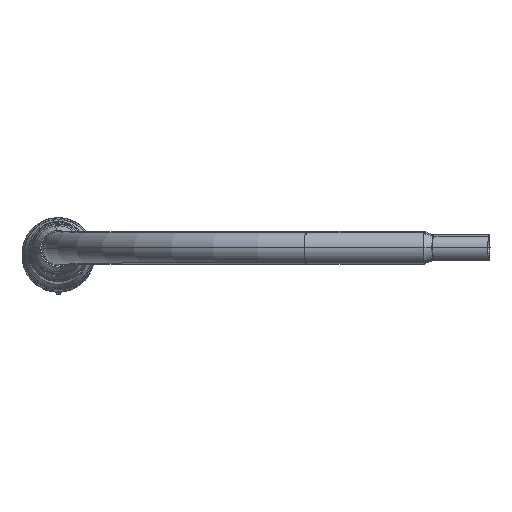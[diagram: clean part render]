
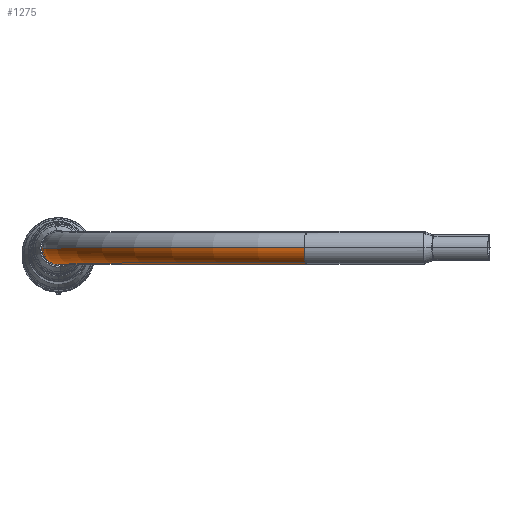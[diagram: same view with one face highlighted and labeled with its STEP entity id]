
A CAD part, top view. The second image highlights one B-rep face of the part: STEP entity #1275.
In plain terms, the highlighted toroidal (fillet/blend) face has major radius 630 mm and minor radius 38.05 mm.
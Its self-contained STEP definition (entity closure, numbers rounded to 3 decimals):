
#474 = EDGE_CURVE ( 'NONE', #7135, #1565, #5138, .T. ) ;
#584 = CARTESIAN_POINT ( 'NONE',  ( 630., 835.259, 0. ) ) ;
#790 = CARTESIAN_POINT ( 'NONE',  ( 571.776, 1500.766, 0. ) ) ;
#876 = DIRECTION ( 'NONE',  ( -0.087, 0.996, 0. ) ) ;
#927 = CARTESIAN_POINT ( 'NONE',  ( 578.408, 1424.956, 0. ) ) ;
#968 = DIRECTION ( 'NONE',  ( 0., 0., -1. ) ) ;
#1275 = ADVANCED_FACE ( 'NONE', ( #7782 ), #3355, .T. ) ;
#1405 = AXIS2_PLACEMENT_3D ( 'NONE', #7522, #8246, #876 ) ;
#1565 = VERTEX_POINT ( 'NONE', #927 ) ;
#2199 = ORIENTED_EDGE ( 'NONE', *, *, #3987, .T. ) ;
#2395 = EDGE_CURVE ( 'NONE', #6079, #7135, #6344, .T. ) ;
#2416 = EDGE_LOOP ( 'NONE', ( #3928, #2199, #3396, #6413 ) ) ;
#2512 = DIRECTION ( 'NONE',  ( -1., 0., 0. ) ) ;
#2650 = EDGE_CURVE ( 'NONE', #7462, #1565, #7982, .T. ) ;
#2714 = CARTESIAN_POINT ( 'NONE',  ( 0., 835.259, 0. ) ) ;
#2876 = AXIS2_PLACEMENT_3D ( 'NONE', #6881, #968, #3600 ) ;
#3355 = TOROIDAL_SURFACE ( 'NONE', #8182, 630., 38.05 ) ;
#3396 = ORIENTED_EDGE ( 'NONE', *, *, #2650, .T. ) ;
#3600 = DIRECTION ( 'NONE',  ( -1., 0., 0. ) ) ;
#3771 = CARTESIAN_POINT ( 'NONE',  ( -38.05, 835.259, 0. ) ) ;
#3928 = ORIENTED_EDGE ( 'NONE', *, *, #2395, .F. ) ;
#3987 = EDGE_CURVE ( 'NONE', #6079, #7462, #7980, .T. ) ;
#4585 = DIRECTION ( 'NONE',  ( -1., 0., 0. ) ) ;
#5116 = DIRECTION ( 'NONE',  ( -1., 0., 0. ) ) ;
#5138 = CIRCLE ( 'NONE', #1405, 38.05 ) ;
#5888 = DIRECTION ( 'NONE',  ( 0., 1., 0. ) ) ;
#5898 = DIRECTION ( 'NONE',  ( 0., 0., -1. ) ) ;
#6079 = VERTEX_POINT ( 'NONE', #3771 ) ;
#6344 = CIRCLE ( 'NONE', #7425, 668.05 ) ;
#6413 = ORIENTED_EDGE ( 'NONE', *, *, #474, .F. ) ;
#6881 = CARTESIAN_POINT ( 'NONE',  ( 630., 835.259, 0. ) ) ;
#7090 = DIRECTION ( 'NONE',  ( 0., 0., -1. ) ) ;
#7135 = VERTEX_POINT ( 'NONE', #790 ) ;
#7425 = AXIS2_PLACEMENT_3D ( 'NONE', #8428, #5898, #2512 ) ;
#7462 = VERTEX_POINT ( 'NONE', #7825 ) ;
#7522 = CARTESIAN_POINT ( 'NONE',  ( 575.092, 1462.861, 0. ) ) ;
#7782 = FACE_OUTER_BOUND ( 'NONE', #2416, .T. ) ;
#7825 = CARTESIAN_POINT ( 'NONE',  ( 38.05, 835.259, 0. ) ) ;
#7980 = CIRCLE ( 'NONE', #8388, 38.05 ) ;
#7982 = CIRCLE ( 'NONE', #2876, 591.95 ) ;
#8182 = AXIS2_PLACEMENT_3D ( 'NONE', #584, #7090, #5116 ) ;
#8246 = DIRECTION ( 'NONE',  ( 0.996, 0.087, 0. ) ) ;
#8388 = AXIS2_PLACEMENT_3D ( 'NONE', #2714, #5888, #4585 ) ;
#8428 = CARTESIAN_POINT ( 'NONE',  ( 630., 835.259, 0. ) ) ;
